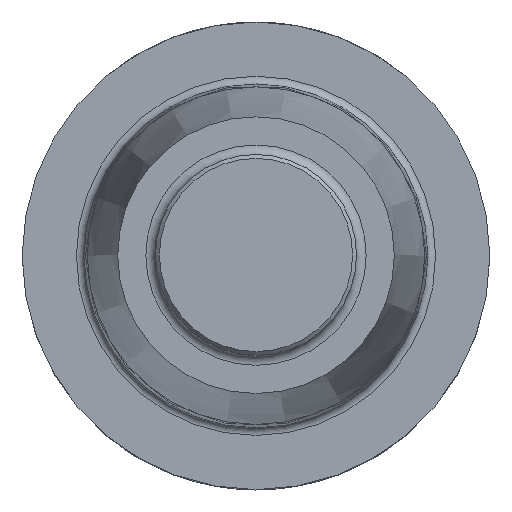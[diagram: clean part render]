
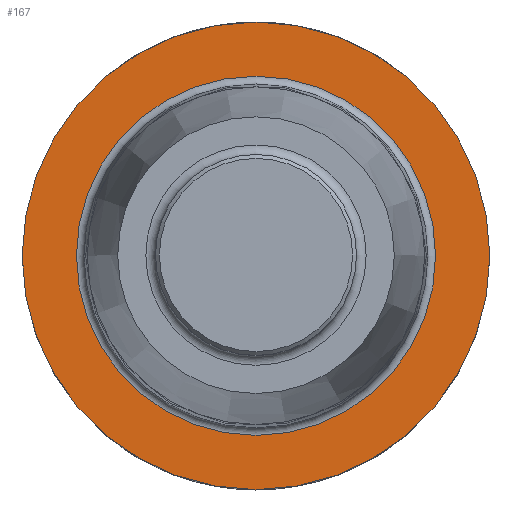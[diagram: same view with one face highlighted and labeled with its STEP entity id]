
A CAD part, top view. The second image highlights one B-rep face of the part: STEP entity #167.
In plain terms, the highlighted planar face has unit normal (0, 0, 1).
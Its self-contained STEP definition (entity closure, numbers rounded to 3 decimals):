
#113=FACE_BOUND('',#251,.T.);
#114=FACE_BOUND('',#252,.T.);
#167=ADVANCED_FACE('',(#113,#114),#195,.F.);
#195=PLANE('',#588);
#251=EDGE_LOOP('',(#329));
#252=EDGE_LOOP('',(#330));
#329=ORIENTED_EDGE('',*,*,#447,.T.);
#330=ORIENTED_EDGE('',*,*,#448,.F.);
#404=VERTEX_POINT('',#871);
#405=VERTEX_POINT('',#874);
#447=EDGE_CURVE('',#404,#404,#494,.T.);
#448=EDGE_CURVE('',#405,#405,#495,.T.);
#494=CIRCLE('',#585,9.292);
#495=CIRCLE('',#587,12.1);
#585=AXIS2_PLACEMENT_3D('',#870,#712,#713);
#587=AXIS2_PLACEMENT_3D('',#873,#716,#717);
#588=AXIS2_PLACEMENT_3D('',#875,#718,#719);
#712=DIRECTION('',(0.,0.,-1.));
#713=DIRECTION('',(1.,0.,0.));
#716=DIRECTION('',(0.,0.,-1.));
#717=DIRECTION('',(1.,0.,0.));
#718=DIRECTION('',(0.,0.,-1.));
#719=DIRECTION('',(1.,0.,0.));
#870=CARTESIAN_POINT('',(0.,0.,0.));
#871=CARTESIAN_POINT('',(9.292,0.,0.));
#873=CARTESIAN_POINT('',(0.,0.,0.));
#874=CARTESIAN_POINT('',(12.1,0.,0.));
#875=CARTESIAN_POINT('',(8.907,0.,0.));
